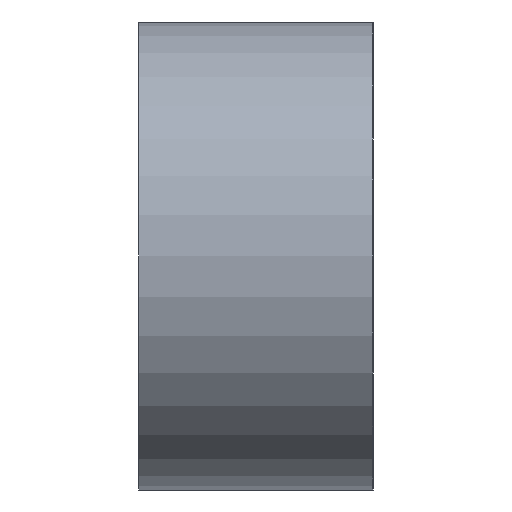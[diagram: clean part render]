
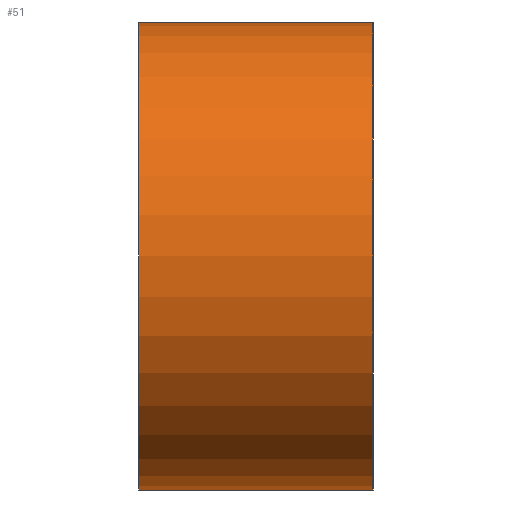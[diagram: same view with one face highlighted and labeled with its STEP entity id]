
A CAD part, left-side view. The second image highlights one B-rep face of the part: STEP entity #51.
In plain terms, the highlighted cylindrical face has radius 50 mm (diameter 100 mm), a partial arc.
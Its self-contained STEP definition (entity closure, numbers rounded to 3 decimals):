
#11 = VERTEX_POINT ( 'NONE', #138 ) ;
#12 = DIRECTION ( 'NONE',  ( 0., 0., 1. ) ) ;
#14 = CARTESIAN_POINT ( 'NONE',  ( -47.638, 0., 0. ) ) ;
#30 = EDGE_CURVE ( 'NONE', #288, #169, #83, .T. ) ;
#39 = DIRECTION ( 'NONE',  ( 0., -1., 0. ) ) ;
#42 = AXIS2_PLACEMENT_3D ( 'NONE', #90, #332, #153 ) ;
#44 = VECTOR ( 'NONE', #287, 1000. ) ;
#51 = ADVANCED_FACE ( 'NONE', ( #150 ), #318, .T. ) ;
#62 = CIRCLE ( 'NONE', #204, 50. ) ;
#63 = LINE ( 'NONE', #218, #378 ) ;
#66 = CARTESIAN_POINT ( 'NONE',  ( -47.638, 0., 50. ) ) ;
#83 = LINE ( 'NONE', #137, #44 ) ;
#84 = DIRECTION ( 'NONE',  ( 0., 0., -1. ) ) ;
#90 = CARTESIAN_POINT ( 'NONE',  ( -47.638, 50., 0. ) ) ;
#117 = CARTESIAN_POINT ( 'NONE',  ( -47.638, 50., 0. ) ) ;
#122 = ORIENTED_EDGE ( 'NONE', *, *, #30, .F. ) ;
#132 = EDGE_CURVE ( 'NONE', #11, #169, #62, .T. ) ;
#137 = CARTESIAN_POINT ( 'NONE',  ( -47.638, 50., 50. ) ) ;
#138 = CARTESIAN_POINT ( 'NONE',  ( -47.638, 0., -50. ) ) ;
#141 = EDGE_LOOP ( 'NONE', ( #226, #122, #200, #259 ) ) ;
#146 = EDGE_CURVE ( 'NONE', #156, #11, #63, .T. ) ;
#150 = FACE_OUTER_BOUND ( 'NONE', #141, .T. ) ;
#153 = DIRECTION ( 'NONE',  ( 0., 0., 1. ) ) ;
#156 = VERTEX_POINT ( 'NONE', #244 ) ;
#169 = VERTEX_POINT ( 'NONE', #66 ) ;
#200 = ORIENTED_EDGE ( 'NONE', *, *, #210, .F. ) ;
#204 = AXIS2_PLACEMENT_3D ( 'NONE', #14, #219, #12 ) ;
#210 = EDGE_CURVE ( 'NONE', #156, #288, #223, .T. ) ;
#216 = AXIS2_PLACEMENT_3D ( 'NONE', #117, #331, #84 ) ;
#218 = CARTESIAN_POINT ( 'NONE',  ( -47.638, 50., -50. ) ) ;
#219 = DIRECTION ( 'NONE',  ( 0., 1., 0. ) ) ;
#223 = CIRCLE ( 'NONE', #42, 50. ) ;
#226 = ORIENTED_EDGE ( 'NONE', *, *, #132, .T. ) ;
#244 = CARTESIAN_POINT ( 'NONE',  ( -47.638, 50., -50. ) ) ;
#259 = ORIENTED_EDGE ( 'NONE', *, *, #146, .T. ) ;
#287 = DIRECTION ( 'NONE',  ( 0., -1., 0. ) ) ;
#288 = VERTEX_POINT ( 'NONE', #371 ) ;
#318 = CYLINDRICAL_SURFACE ( 'NONE', #216, 50. ) ;
#331 = DIRECTION ( 'NONE',  ( 0., -1., 0. ) ) ;
#332 = DIRECTION ( 'NONE',  ( 0., 1., 0. ) ) ;
#371 = CARTESIAN_POINT ( 'NONE',  ( -47.638, 50., 50. ) ) ;
#378 = VECTOR ( 'NONE', #39, 1000. ) ;
